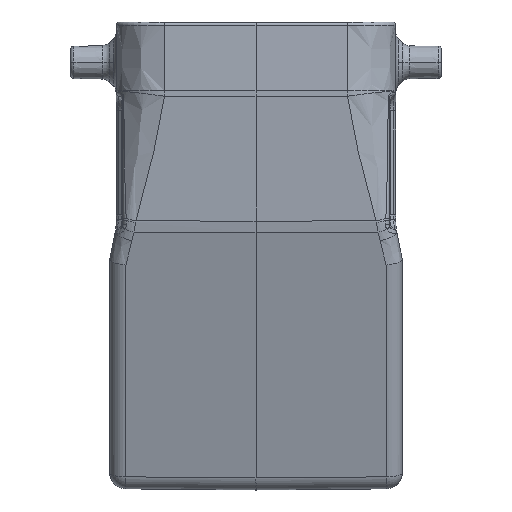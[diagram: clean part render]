
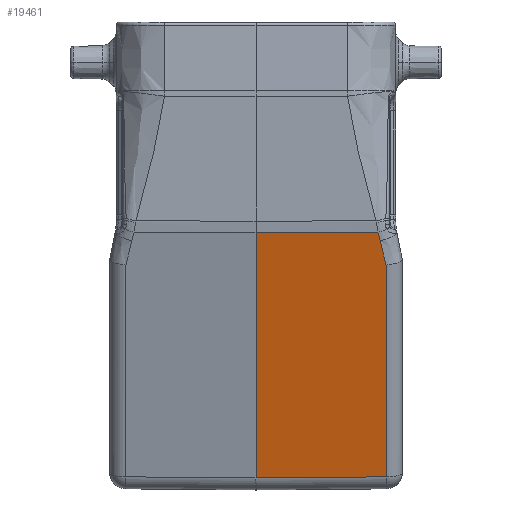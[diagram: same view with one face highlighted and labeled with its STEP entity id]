
A CAD part, left-side view. The second image highlights one B-rep face of the part: STEP entity #19461.
In plain terms, the highlighted planar face has unit normal (-0.966, -0.009, -0.259).
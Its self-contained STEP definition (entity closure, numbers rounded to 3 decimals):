
#989=CARTESIAN_POINT('',(-33.046,-20.022,
-37.395));
#2340=CARTESIAN_POINT('',(-34.418,-18.767,
-32.316));
#2423=DIRECTION('',(0.009,-1.,0.002));
#2424=VECTOR('',#2423,18.768);
#2425=CARTESIAN_POINT('',(-34.58,0.,
-32.345));
#2426=LINE('',#2425,#2424);
#2430=CARTESIAN_POINT('',(-34.418,-18.767,
-32.316));
#2431=CARTESIAN_POINT('',(-34.382,-18.803,
-32.451));
#2432=CARTESIAN_POINT('',(-34.306,-18.871,
-32.732));
#2433=CARTESIAN_POINT('',(-34.179,-18.982,
-33.204));
#2434=CARTESIAN_POINT('',(-34.093,-19.066,
-33.519));
#2435=CARTESIAN_POINT('',(-34.05,-19.115,
-33.678));
#2440=CARTESIAN_POINT('',(-34.05,-19.115,
-33.678));
#2441=CARTESIAN_POINT('',(-33.945,-19.236,
-34.068));
#2442=CARTESIAN_POINT('',(-33.73,-19.463,
-34.863));
#2443=CARTESIAN_POINT('',(-33.399,-19.76,
-36.088));
#2444=CARTESIAN_POINT('',(-33.165,-19.938,
-36.953));
#2445=CARTESIAN_POINT('',(-33.046,-20.022,
-37.395));
#2450=DIRECTION('',(-0.007,1.,-0.009));
#2451=VECTOR('',#2450,20.023);
#2452=CARTESIAN_POINT('',(-24.317,-20.022,
-69.972));
#2453=LINE('',#2452,#2451);
#2457=DIRECTION('',(0.259,0.,-0.966));
#2458=VECTOR('',#2457,39.136);
#2459=CARTESIAN_POINT('',(-34.58,0.,
-32.345));
#2460=LINE('',#2459,#2458);
#8513=DIRECTION('',(-0.259,0.,0.966));
#8514=VECTOR('',#8513,33.727);
#8515=CARTESIAN_POINT('',(-24.317,-20.022,
-69.972));
#8516=LINE('',#8515,#8514);
#14869=VERTEX_POINT('',#989);
#14870=VERTEX_POINT('',#2440);
#15467=VERTEX_POINT('',#2340);
#15474=CARTESIAN_POINT('',(-34.58,0.,
-32.345));
#15475=VERTEX_POINT('',#15474);
#15476=CARTESIAN_POINT('',(-24.451,0.,
-70.147));
#15477=VERTEX_POINT('',#15476);
#15478=CARTESIAN_POINT('',(-24.317,-20.022,
-69.972));
#15479=VERTEX_POINT('',#15478);
#19444=CARTESIAN_POINT('',(-23.955,0.,-72.));
#19445=DIRECTION('',(-0.966,-0.009,-0.259));
#19446=DIRECTION('',(-0.259,0.,0.966));
#19447=AXIS2_PLACEMENT_3D('',#19444,#19445,#19446);
#19448=PLANE('',#19447);
#19450=ORIENTED_EDGE('',*,*,#19449,.F.);
#19451=ORIENTED_EDGE('',*,*,#19436,.T.);
#19453=ORIENTED_EDGE('',*,*,#19452,.T.);
#19454=ORIENTED_EDGE('',*,*,#17462,.T.);
#19456=ORIENTED_EDGE('',*,*,#19455,.F.);
#19458=ORIENTED_EDGE('',*,*,#19457,.T.);
#19459=EDGE_LOOP('',(#19450,#19451,#19453,#19454,#19456,#19458));
#19460=FACE_OUTER_BOUND('',#19459,.F.);
#2436=B_SPLINE_CURVE_WITH_KNOTS('',3,(#2430,#2431,#2432,#2433,#2434,#2435),
.UNSPECIFIED.,.F.,.F.,(4,1,1,4),(0.,0.333,0.667,1.),
.UNSPECIFIED.);
#2446=B_SPLINE_CURVE_WITH_KNOTS('',3,(#2440,#2441,#2442,#2443,#2444,#2445),
.UNSPECIFIED.,.F.,.F.,(4,1,1,4),(0.,0.333,0.667,1.),
.UNSPECIFIED.);
#17462=EDGE_CURVE('',#14870,#14869,#2446,.T.);
#19436=EDGE_CURVE('',#15475,#15467,#2426,.T.);
#19449=EDGE_CURVE('',#15475,#15477,#2460,.T.);
#19452=EDGE_CURVE('',#15467,#14870,#2436,.T.);
#19455=EDGE_CURVE('',#15479,#14869,#8516,.T.);
#19457=EDGE_CURVE('',#15479,#15477,#2453,.T.);
#19461=ADVANCED_FACE('',(#19460),#19448,.T.);
